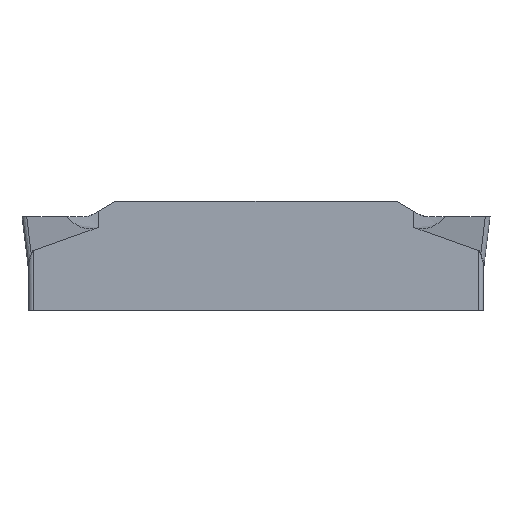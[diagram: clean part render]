
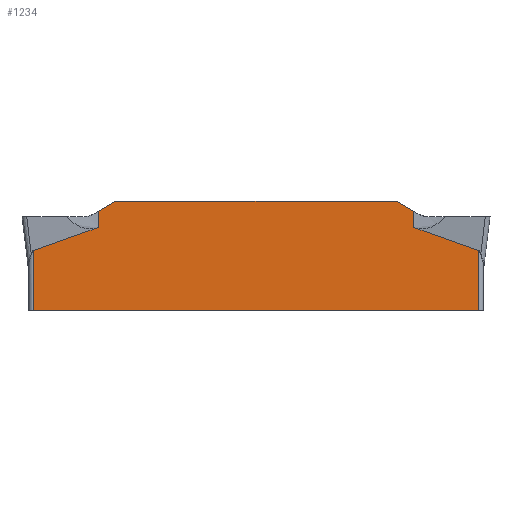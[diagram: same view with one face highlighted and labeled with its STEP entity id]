
A CAD part, left-side view. The second image highlights one B-rep face of the part: STEP entity #1234.
In plain terms, the highlighted planar face has unit normal (-1, 0, 0).
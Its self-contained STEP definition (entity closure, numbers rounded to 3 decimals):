
#104=DIRECTION('',(0.,1.,0.));
#105=VECTOR('',#104,20.);
#106=CARTESIAN_POINT('',(-0.8,0.5,-4.23));
#107=LINE('',#106,#105);
#111=DIRECTION('',(0.,-0.866,0.5));
#112=VECTOR('',#111,0.92);
#113=CARTESIAN_POINT('',(-0.8,17.584,0.24));
#114=LINE('',#113,#112);
#118=DIRECTION('',(0.,-1.,0.));
#119=VECTOR('',#118,12.575);
#120=CARTESIAN_POINT('',(-0.8,16.788,0.7));
#121=LINE('',#120,#119);
#125=DIRECTION('',(0.,-0.866,-0.5));
#126=VECTOR('',#125,0.92);
#127=CARTESIAN_POINT('',(-0.8,4.212,0.7));
#128=LINE('',#127,#126);
#132=DIRECTION('',(0.,-0.942,-0.335));
#133=VECTOR('',#132,3.094);
#134=CARTESIAN_POINT('',(-0.8,3.416,-0.487));
#135=LINE('',#134,#133);
#139=DIRECTION('',(0.,0.,-1.));
#140=VECTOR('',#139,2.708);
#141=CARTESIAN_POINT('',(-0.8,20.5,-1.522));
#142=LINE('',#141,#140);
#156=DIRECTION('',(0.,0.942,-0.335));
#157=VECTOR('',#156,3.094);
#158=CARTESIAN_POINT('',(-0.8,17.584,-0.487));
#159=LINE('',#158,#157);
#532=DIRECTION('',(0.,0.,-1.));
#533=VECTOR('',#532,0.726);
#534=CARTESIAN_POINT('',(-0.8,17.584,0.24));
#535=LINE('',#534,#533);
#915=DIRECTION('',(0.,0.,1.));
#916=VECTOR('',#915,2.708);
#917=CARTESIAN_POINT('',(-0.8,0.5,-4.23));
#918=LINE('',#917,#916);
#946=DIRECTION('',(0.,0.,1.));
#947=VECTOR('',#946,0.726);
#948=CARTESIAN_POINT('',(-0.8,3.416,-0.487));
#949=LINE('',#948,#947);
#997=CARTESIAN_POINT('',(-0.8,20.5,-4.23));
#998=VERTEX_POINT('',#997);
#999=CARTESIAN_POINT('',(-0.8,0.5,-4.23));
#1000=VERTEX_POINT('',#999);
#1021=CARTESIAN_POINT('',(-0.8,16.788,0.7));
#1022=CARTESIAN_POINT('',(-0.8,4.212,0.7));
#1023=VERTEX_POINT('',#1021);
#1024=VERTEX_POINT('',#1022);
#1025=CARTESIAN_POINT('',(-0.8,20.5,-1.522));
#1026=VERTEX_POINT('',#1025);
#1027=CARTESIAN_POINT('',(-0.8,17.584,-0.487));
#1028=VERTEX_POINT('',#1027);
#1029=CARTESIAN_POINT('',(-0.8,17.584,0.24));
#1030=VERTEX_POINT('',#1029);
#1031=CARTESIAN_POINT('',(-0.8,3.416,0.24));
#1032=VERTEX_POINT('',#1031);
#1033=CARTESIAN_POINT('',(-0.8,3.416,-0.487));
#1034=VERTEX_POINT('',#1033);
#1035=CARTESIAN_POINT('',(-0.8,0.5,-1.522));
#1036=VERTEX_POINT('',#1035);
#1209=CARTESIAN_POINT('',(-0.8,10.5,-4.23));
#1210=DIRECTION('',(-1.,0.,0.));
#1211=DIRECTION('',(0.,-1.,0.));
#1212=AXIS2_PLACEMENT_3D('',#1209,#1210,#1211);
#1213=PLANE('',#1212);
#1214=ORIENTED_EDGE('',*,*,#1120,.T.);
#1216=ORIENTED_EDGE('',*,*,#1215,.F.);
#1218=ORIENTED_EDGE('',*,*,#1217,.F.);
#1220=ORIENTED_EDGE('',*,*,#1219,.F.);
#1222=ORIENTED_EDGE('',*,*,#1221,.T.);
#1223=ORIENTED_EDGE('',*,*,#1187,.T.);
#1225=ORIENTED_EDGE('',*,*,#1224,.T.);
#1227=ORIENTED_EDGE('',*,*,#1226,.F.);
#1229=ORIENTED_EDGE('',*,*,#1228,.T.);
#1231=ORIENTED_EDGE('',*,*,#1230,.F.);
#1232=EDGE_LOOP('',(#1214,#1216,#1218,#1220,#1222,#1223,#1225,#1227,#1229,
#1231));
#1233=FACE_OUTER_BOUND('',#1232,.F.);
#1120=EDGE_CURVE('',#1000,#998,#107,.T.);
#1187=EDGE_CURVE('',#1023,#1024,#121,.T.);
#1215=EDGE_CURVE('',#1026,#998,#142,.T.);
#1217=EDGE_CURVE('',#1028,#1026,#159,.T.);
#1219=EDGE_CURVE('',#1030,#1028,#535,.T.);
#1221=EDGE_CURVE('',#1030,#1023,#114,.T.);
#1224=EDGE_CURVE('',#1024,#1032,#128,.T.);
#1226=EDGE_CURVE('',#1034,#1032,#949,.T.);
#1228=EDGE_CURVE('',#1034,#1036,#135,.T.);
#1230=EDGE_CURVE('',#1000,#1036,#918,.T.);
#1234=ADVANCED_FACE('',(#1233),#1213,.T.);
